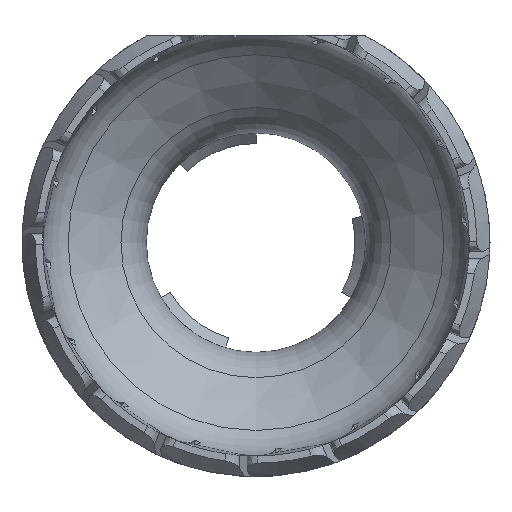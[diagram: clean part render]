
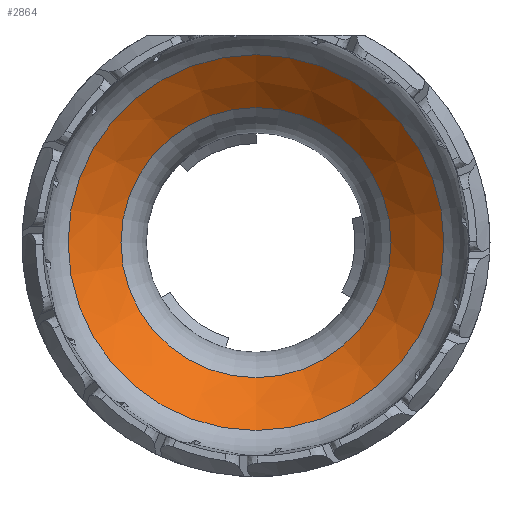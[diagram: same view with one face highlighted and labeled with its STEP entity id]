
A CAD part, left-side view. The second image highlights one B-rep face of the part: STEP entity #2864.
In plain terms, the highlighted conical face has half-angle 49.236 degrees and reference radius 26.5 mm.
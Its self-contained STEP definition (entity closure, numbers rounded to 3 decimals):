
#401=CIRCLE('',#3055,30.835);
#402=CIRCLE('',#3056,22.165);
#499=CONICAL_SURFACE('',#3054,26.5,0.859);
#528=FACE_OUTER_BOUND('',#695,.T.);
#695=EDGE_LOOP('',(#1846,#1847,#1848,#1849));
#868=LINE('',#4053,#944);
#944=VECTOR('',#3382,26.5);
#1024=VERTEX_POINT('',#4050);
#1025=VERTEX_POINT('',#4052);
#1351=EDGE_CURVE('',#1024,#1024,#401,.T.);
#1352=EDGE_CURVE('',#1024,#1025,#868,.T.);
#1353=EDGE_CURVE('',#1025,#1025,#402,.T.);
#1846=ORIENTED_EDGE('',*,*,#1351,.F.);
#1847=ORIENTED_EDGE('',*,*,#1352,.T.);
#1848=ORIENTED_EDGE('',*,*,#1353,.F.);
#1849=ORIENTED_EDGE('',*,*,#1352,.F.);
#2864=ADVANCED_FACE('',(#528),#499,.F.);
#3054=AXIS2_PLACEMENT_3D('',#4049,#3378,#3379);
#3055=AXIS2_PLACEMENT_3D('',#4051,#3380,#3381);
#3056=AXIS2_PLACEMENT_3D('',#4054,#3383,#3384);
#3378=DIRECTION('center_axis',(-1.,0.,0.));
#3379=DIRECTION('ref_axis',(0.,0.,1.));
#3380=DIRECTION('center_axis',(1.,0.,0.));
#3381=DIRECTION('ref_axis',(0.,0.,-1.));
#3382=DIRECTION('',(0.653,0.,0.757));
#3383=DIRECTION('center_axis',(-1.,0.,0.));
#3384=DIRECTION('ref_axis',(0.,0.,-1.));
#4049=CARTESIAN_POINT('Origin',(5.77,0.,0.));
#4050=CARTESIAN_POINT('',(2.032,0.,-30.835));
#4051=CARTESIAN_POINT('Origin',(2.032,0.,0.));
#4052=CARTESIAN_POINT('',(9.507,0.,-22.165));
#4053=CARTESIAN_POINT('',(5.77,0.,-26.5));
#4054=CARTESIAN_POINT('Origin',(9.507,0.,
0.));
